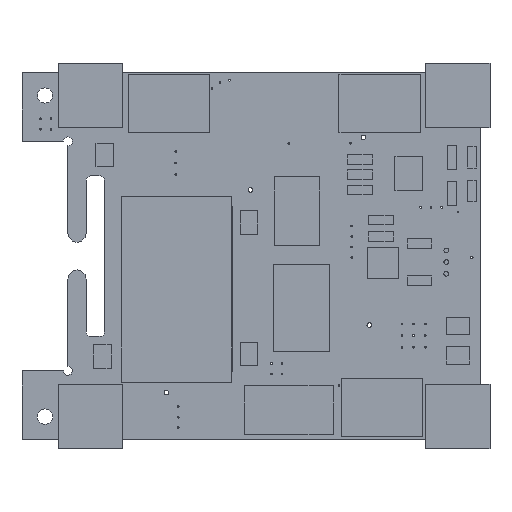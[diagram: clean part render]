
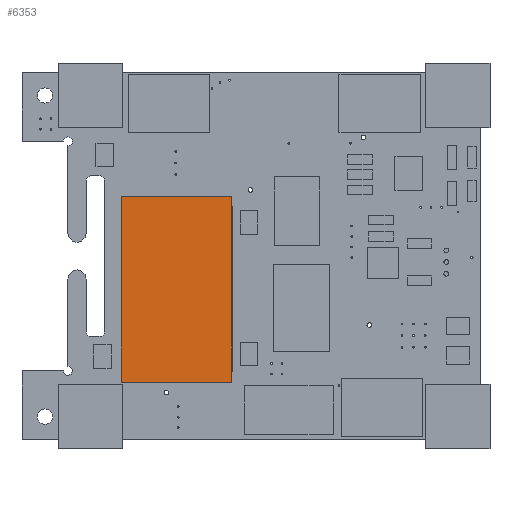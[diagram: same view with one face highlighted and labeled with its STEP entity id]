
A CAD part, top view. The second image highlights one B-rep face of the part: STEP entity #6353.
In plain terms, the highlighted planar face has unit normal (0, 0, 1).
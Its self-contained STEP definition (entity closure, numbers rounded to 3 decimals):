
#481=PLANE('',#7005);
#791=FACE_OUTER_BOUND('',#1235,.T.);
#1235=EDGE_LOOP('',(#5657,#5658,#5659,#5660));
#1839=LINE('',#10272,#2517);
#1842=LINE('',#10278,#2520);
#1845=LINE('',#10284,#2523);
#1848=LINE('',#10288,#2526);
#2517=VECTOR('',#8478,10.);
#2520=VECTOR('',#8483,10.);
#2523=VECTOR('',#8488,10.);
#2526=VECTOR('',#8493,10.);
#3297=VERTEX_POINT('',#10269);
#3298=VERTEX_POINT('',#10271);
#3300=VERTEX_POINT('',#10277);
#3302=VERTEX_POINT('',#10283);
#4095=EDGE_CURVE('',#3298,#3297,#1839,.T.);
#4098=EDGE_CURVE('',#3300,#3298,#1842,.T.);
#4101=EDGE_CURVE('',#3302,#3300,#1845,.T.);
#4104=EDGE_CURVE('',#3297,#3302,#1848,.T.);
#5657=ORIENTED_EDGE('',*,*,#4104,.T.);
#5658=ORIENTED_EDGE('',*,*,#4101,.T.);
#5659=ORIENTED_EDGE('',*,*,#4098,.T.);
#5660=ORIENTED_EDGE('',*,*,#4095,.T.);
#6353=ADVANCED_FACE('',(#791),#481,.T.);
#7005=AXIS2_PLACEMENT_3D('',#10289,#8494,#8495);
#8478=DIRECTION('',(-1.,0.,0.));
#8483=DIRECTION('',(0.,1.,0.));
#8488=DIRECTION('',(1.,0.,0.));
#8493=DIRECTION('',(0.,-1.,0.));
#8494=DIRECTION('center_axis',(0.,0.,1.));
#8495=DIRECTION('ref_axis',(1.,0.,0.));
#10269=CARTESIAN_POINT('',(0.,40.767,0.1));
#10271=CARTESIAN_POINT('',(24.13,40.767,0.1));
#10272=CARTESIAN_POINT('',(24.13,40.767,0.1));
#10277=CARTESIAN_POINT('',(24.13,0.254,0.1));
#10278=CARTESIAN_POINT('',(24.13,0.254,0.1));
#10283=CARTESIAN_POINT('',(0.,0.254,0.1));
#10284=CARTESIAN_POINT('',(0.,0.254,0.1));
#10288=CARTESIAN_POINT('',(0.,40.767,0.1));
#10289=CARTESIAN_POINT('Origin',(12.065,20.511,0.1));
